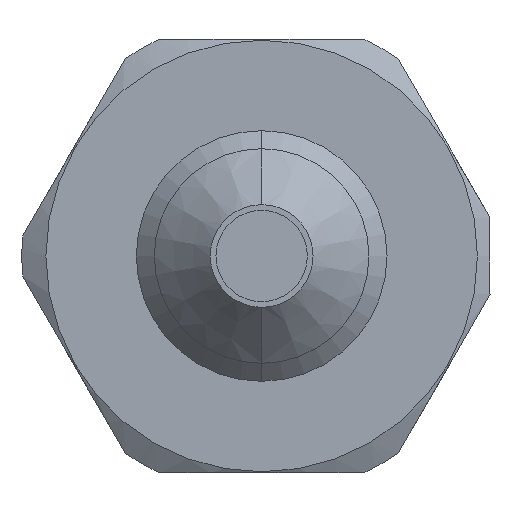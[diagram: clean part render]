
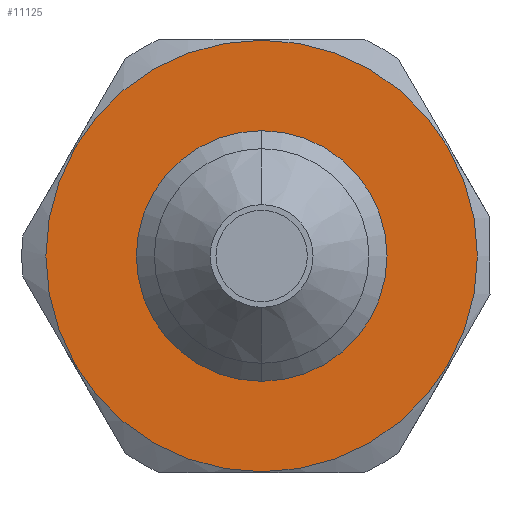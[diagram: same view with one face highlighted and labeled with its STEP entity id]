
A CAD part, front view. The second image highlights one B-rep face of the part: STEP entity #11125.
In plain terms, the highlighted planar face has unit normal (0, -1, 0).
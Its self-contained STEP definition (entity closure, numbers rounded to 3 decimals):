
#834 = DIRECTION ( 'NONE',  ( 0., -1., 0. ) ) ;
#919 = AXIS2_PLACEMENT_3D ( 'NONE', #1571, #9639, #2750 ) ;
#1190 = CARTESIAN_POINT ( 'NONE',  ( 0., 13.5, 5.49 ) ) ;
#1399 = DIRECTION ( 'NONE',  ( 0., -1., 0. ) ) ;
#1531 = CARTESIAN_POINT ( 'NONE',  ( 0., 13.5, 0. ) ) ;
#1571 = CARTESIAN_POINT ( 'NONE',  ( 0., 13.5, 0. ) ) ;
#1750 = CARTESIAN_POINT ( 'NONE',  ( 0., 13.5, -9.45 ) ) ;
#1818 = CIRCLE ( 'NONE', #11613, 5.49 ) ;
#1869 = EDGE_CURVE ( 'NONE', #5839, #9543, #9054, .T. ) ;
#1902 = CARTESIAN_POINT ( 'NONE',  ( 0., 13.5, 0. ) ) ;
#2490 = EDGE_CURVE ( 'NONE', #9543, #5839, #1818, .T. ) ;
#2702 = DIRECTION ( 'NONE',  ( 0., 0., -1. ) ) ;
#2750 = DIRECTION ( 'NONE',  ( 0., 0., -1. ) ) ;
#3070 = DIRECTION ( 'NONE',  ( 0., 0., -1. ) ) ;
#3617 = CIRCLE ( 'NONE', #3752, 9.45 ) ;
#3752 = AXIS2_PLACEMENT_3D ( 'NONE', #1902, #9962, #3070 ) ;
#4822 = AXIS2_PLACEMENT_3D ( 'NONE', #8310, #1399, #9467 ) ;
#4881 = FACE_BOUND ( 'NONE', #12073, .T. ) ;
#5839 = VERTEX_POINT ( 'NONE', #8681 ) ;
#6406 = ORIENTED_EDGE ( 'NONE', *, *, #13075, .T. ) ;
#6489 = CIRCLE ( 'NONE', #919, 9.45 ) ;
#7530 = ORIENTED_EDGE ( 'NONE', *, *, #1869, .F. ) ;
#7743 = CARTESIAN_POINT ( 'NONE',  ( 0., 13.5, 0. ) ) ;
#8157 = AXIS2_PLACEMENT_3D ( 'NONE', #7743, #834, #8903 ) ;
#8310 = CARTESIAN_POINT ( 'NONE',  ( 9.45, 13.5, 0. ) ) ;
#8681 = CARTESIAN_POINT ( 'NONE',  ( 0., 13.5, -5.49 ) ) ;
#8781 = ORIENTED_EDGE ( 'NONE', *, *, #2490, .F. ) ;
#8903 = DIRECTION ( 'NONE',  ( 0., 0., -1. ) ) ;
#9054 = CIRCLE ( 'NONE', #8157, 5.49 ) ;
#9467 = DIRECTION ( 'NONE',  ( 0., 0., -1. ) ) ;
#9543 = VERTEX_POINT ( 'NONE', #1190 ) ;
#9598 = DIRECTION ( 'NONE',  ( 0., -1., 0. ) ) ;
#9639 = DIRECTION ( 'NONE',  ( 0., -1., 0. ) ) ;
#9939 = CARTESIAN_POINT ( 'NONE',  ( 0., 13.5, 9.45 ) ) ;
#9962 = DIRECTION ( 'NONE',  ( 0., -1., 0. ) ) ;
#10112 = VERTEX_POINT ( 'NONE', #9939 ) ;
#10676 = EDGE_LOOP ( 'NONE', ( #13762, #6406 ) ) ;
#10817 = VERTEX_POINT ( 'NONE', #1750 ) ;
#10931 = EDGE_CURVE ( 'NONE', #10112, #10817, #3617, .T. ) ;
#11125 = ADVANCED_FACE ( 'NONE', ( #13660, #4881 ), #12866, .T. ) ;
#11613 = AXIS2_PLACEMENT_3D ( 'NONE', #1531, #9598, #2702 ) ;
#12073 = EDGE_LOOP ( 'NONE', ( #7530, #8781 ) ) ;
#12866 = PLANE ( 'NONE',  #4822 ) ;
#13075 = EDGE_CURVE ( 'NONE', #10817, #10112, #6489, .T. ) ;
#13660 = FACE_OUTER_BOUND ( 'NONE', #10676, .T. ) ;
#13762 = ORIENTED_EDGE ( 'NONE', *, *, #10931, .T. ) ;
